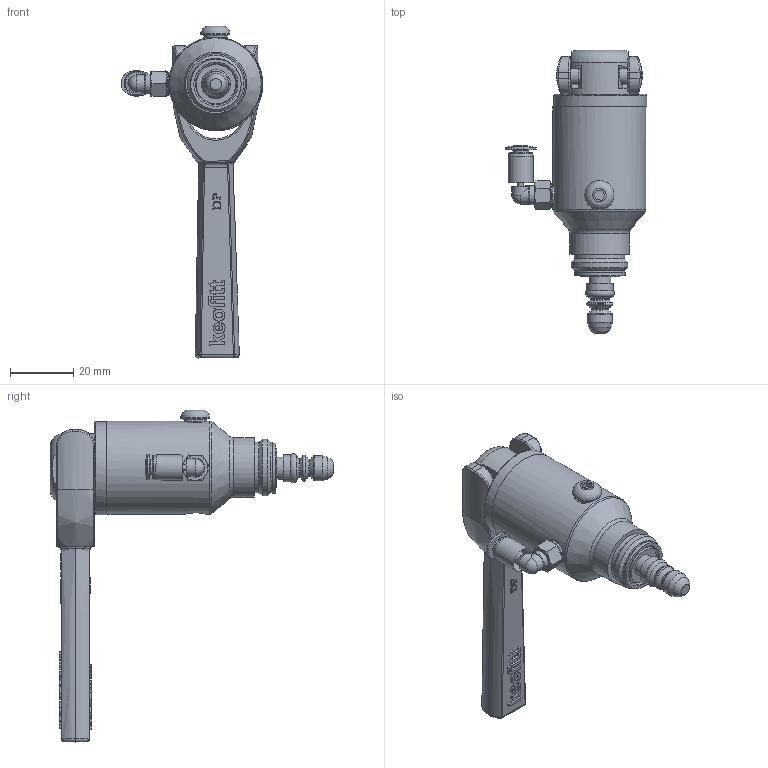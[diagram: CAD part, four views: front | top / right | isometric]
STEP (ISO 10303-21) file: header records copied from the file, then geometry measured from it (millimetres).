
FILE_DESCRIPTION(/* description */ ('This is a sample STEP configuration'),/* implementation_level */ '2;1');
FILE_NAME(/* name */ '445544.stp',/* time_stamp */ '2021-05-10T21:06:58+02:00',/* author */ ('powerJobs'),/* organization */ ('coolOrange'),/* preprocessor_version */ 'ST-DEVELOPER v18',/* originating_system */ 'Autodesk Inventor 2020',/* authorisation */ '');
FILE_SCHEMA (('AUTOMOTIVE_DESIGN { 1 0 10303 214 3 1 1 }'));
Length unit declared in the file: millimetre
Products named in the file (1): 445544
Bounding box: 44.91 x 89.94 x 105.29 mm (x, y, z)
Volume: 46952.8 mm3; surface area: 20497.5 mm2
Topology: 1 solids, 6 shells, 740 faces, 2064 edges, 1368 vertices
Faces by surface type: plane 295, bspline 217, cylinder 121, cone 54, torus 47, sphere 6
Full cylindrical faces by diameter (mm): 1.7 x3, 3 x2, 4 x3, 4.3 x2, 4.65 x1, 5 x4, 5.05 x3, 6 x3, 6.05 x1, 6.1 x1, 6.25 x1, 6.6 x2, 6.8 x1, 6.95 x1, 7.388 x1, 7.4 x2, 7.6 x1, 8 x3, 8.09 x1, 8.6 x1, 9.3 x1, 10 x1, 11.5 x1, 12 x1, 12.5 x1, 13 x1, 13.905 x1, 14.2 x1, 14.5 x1, 16 x5
Entity records: 28716 total; most frequent: CARTESIAN_POINT 9993, ORIENTED_EDGE 4100, DIRECTION 3169, EDGE_CURVE 2050, VERTEX_POINT 1368, AXIS2_PLACEMENT_3D 1144, LINE 881, VECTOR 881
